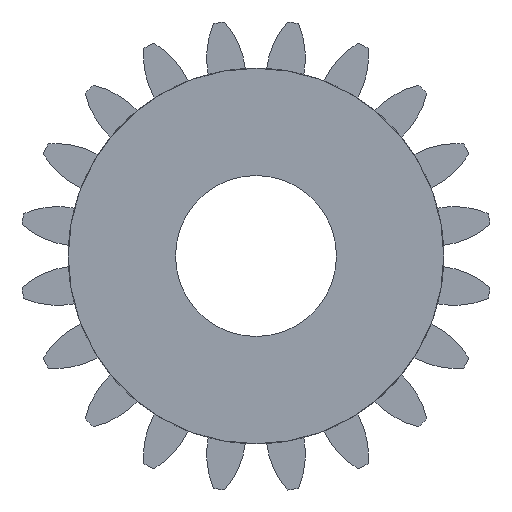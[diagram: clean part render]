
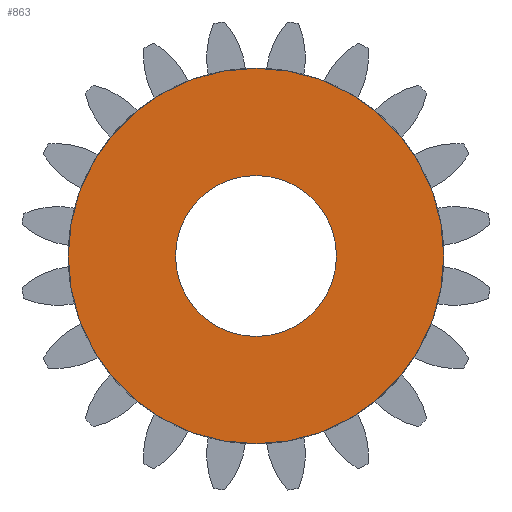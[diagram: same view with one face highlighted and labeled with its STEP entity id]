
A CAD part, left-side view. The second image highlights one B-rep face of the part: STEP entity #863.
In plain terms, the highlighted planar face has unit normal (-1, 0, 0).
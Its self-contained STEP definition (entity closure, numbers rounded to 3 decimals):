
#97 = EDGE_CURVE ( 'NONE', #1084, #2013, #3249, .T. ) ;
#108 = CARTESIAN_POINT ( 'NONE',  ( -4., 0., -6.999 ) ) ;
#204 = AXIS2_PLACEMENT_3D ( 'NONE', #2574, #282, #1062 ) ;
#282 = DIRECTION ( 'NONE',  ( -1., 0., 0. ) ) ;
#317 = CARTESIAN_POINT ( 'NONE',  ( -4., 0., 3. ) ) ;
#487 = ORIENTED_EDGE ( 'NONE', *, *, #3209, .T. ) ;
#540 = PLANE ( 'NONE',  #204 ) ;
#542 = ORIENTED_EDGE ( 'NONE', *, *, #2961, .T. ) ;
#773 = EDGE_LOOP ( 'NONE', ( #1600, #1904 ) ) ;
#863 = ADVANCED_FACE ( 'NONE', ( #2560, #2266 ), #540, .T. ) ;
#870 = DIRECTION ( 'NONE',  ( 0., 0., 1. ) ) ;
#875 = AXIS2_PLACEMENT_3D ( 'NONE', #2756, #2806, #2561 ) ;
#949 = DIRECTION ( 'NONE',  ( -1., 0., 0. ) ) ;
#1062 = DIRECTION ( 'NONE',  ( 0., 0., 1. ) ) ;
#1076 = AXIS2_PLACEMENT_3D ( 'NONE', #1201, #949, #1390 ) ;
#1077 = EDGE_CURVE ( 'NONE', #2013, #1084, #1389, .T. ) ;
#1084 = VERTEX_POINT ( 'NONE', #108 ) ;
#1201 = CARTESIAN_POINT ( 'NONE',  ( -4., 0., 0. ) ) ;
#1264 = CARTESIAN_POINT ( 'NONE',  ( -4., 0., -3. ) ) ;
#1373 = CARTESIAN_POINT ( 'NONE',  ( -4., 0., 0. ) ) ;
#1389 = CIRCLE ( 'NONE', #1076, 6.999 ) ;
#1390 = DIRECTION ( 'NONE',  ( 0., 0., 1. ) ) ;
#1600 = ORIENTED_EDGE ( 'NONE', *, *, #1077, .T. ) ;
#1827 = AXIS2_PLACEMENT_3D ( 'NONE', #1373, #2391, #870 ) ;
#1904 = ORIENTED_EDGE ( 'NONE', *, *, #97, .T. ) ;
#1943 = EDGE_LOOP ( 'NONE', ( #542, #487 ) ) ;
#2013 = VERTEX_POINT ( 'NONE', #2970 ) ;
#2202 = CARTESIAN_POINT ( 'NONE',  ( -4., 0., 0. ) ) ;
#2266 = FACE_OUTER_BOUND ( 'NONE', #773, .T. ) ;
#2268 = VERTEX_POINT ( 'NONE', #317 ) ;
#2391 = DIRECTION ( 'NONE',  ( -1., 0., 0. ) ) ;
#2560 = FACE_BOUND ( 'NONE', #1943, .T. ) ;
#2561 = DIRECTION ( 'NONE',  ( 0., 0., 1. ) ) ;
#2574 = CARTESIAN_POINT ( 'NONE',  ( -4., 0., 0. ) ) ;
#2586 = VERTEX_POINT ( 'NONE', #1264 ) ;
#2637 = CIRCLE ( 'NONE', #875, 3. ) ;
#2756 = CARTESIAN_POINT ( 'NONE',  ( -4., 0., 0. ) ) ;
#2806 = DIRECTION ( 'NONE',  ( 1., 0., 0. ) ) ;
#2895 = DIRECTION ( 'NONE',  ( 1., 0., 0. ) ) ;
#2909 = AXIS2_PLACEMENT_3D ( 'NONE', #2202, #2895, #2929 ) ;
#2929 = DIRECTION ( 'NONE',  ( 0., 0., 1. ) ) ;
#2961 = EDGE_CURVE ( 'NONE', #2268, #2586, #2637, .T. ) ;
#2970 = CARTESIAN_POINT ( 'NONE',  ( -4., 0., 6.999 ) ) ;
#3209 = EDGE_CURVE ( 'NONE', #2586, #2268, #3278, .T. ) ;
#3249 = CIRCLE ( 'NONE', #1827, 6.999 ) ;
#3278 = CIRCLE ( 'NONE', #2909, 3. ) ;
